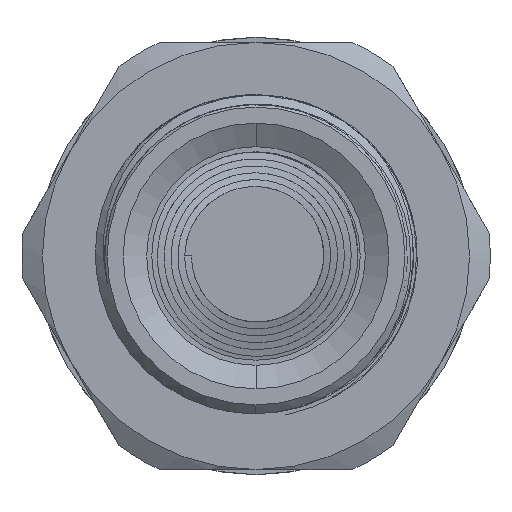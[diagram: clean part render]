
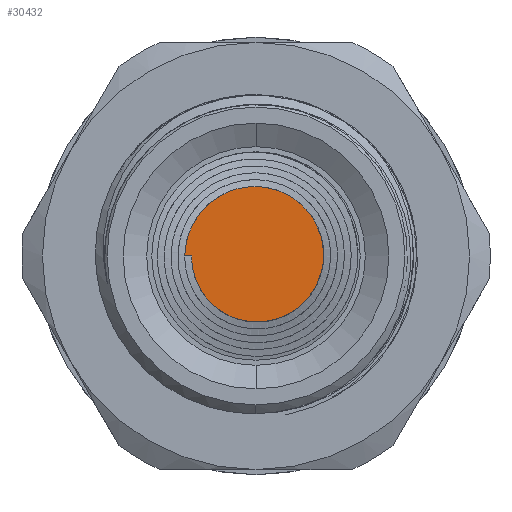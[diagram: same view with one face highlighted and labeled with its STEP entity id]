
A CAD part, front view. The second image highlights one B-rep face of the part: STEP entity #30432.
In plain terms, the highlighted planar face has unit normal (0, -1, 0).
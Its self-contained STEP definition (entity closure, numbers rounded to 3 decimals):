
#476 = PLANE ( 'NONE',  #15205 ) ;
#564 = EDGE_CURVE ( 'NONE', #25111, #15873, #16237, .T. ) ;
#1999 = ORIENTED_EDGE ( 'NONE', *, *, #564, .F. ) ;
#3495 = DIRECTION ( 'NONE',  ( -1., 0., 0. ) ) ;
#4555 = EDGE_CURVE ( 'NONE', #15873, #25111, #18404, .T. ) ;
#5944 = DIRECTION ( 'NONE',  ( 0., 1., 0. ) ) ;
#6032 = DIRECTION ( 'NONE',  ( 0., 1., 0. ) ) ;
#10757 = CARTESIAN_POINT ( 'NONE',  ( -10.1, 88.057, 0. ) ) ;
#15205 = AXIS2_PLACEMENT_3D ( 'NONE', #16272, #22245, #26939 ) ;
#15228 = CARTESIAN_POINT ( 'NONE',  ( 10.1, 88.057, 0. ) ) ;
#15873 = VERTEX_POINT ( 'NONE', #15228 ) ;
#16237 = CIRCLE ( 'NONE', #21293, 10.1 ) ;
#16272 = CARTESIAN_POINT ( 'NONE',  ( 0., 88.057, 0. ) ) ;
#18404 = CIRCLE ( 'NONE', #20690, 10.1 ) ;
#19343 = CARTESIAN_POINT ( 'NONE',  ( 0., 88.057, 0. ) ) ;
#20690 = AXIS2_PLACEMENT_3D ( 'NONE', #19343, #6032, #29655 ) ;
#21293 = AXIS2_PLACEMENT_3D ( 'NONE', #33090, #5944, #3495 ) ;
#22245 = DIRECTION ( 'NONE',  ( 0., 1., 0. ) ) ;
#23621 = EDGE_LOOP ( 'NONE', ( #1999, #27279 ) ) ;
#25111 = VERTEX_POINT ( 'NONE', #10757 ) ;
#26939 = DIRECTION ( 'NONE',  ( 1., 0., 0. ) ) ;
#27279 = ORIENTED_EDGE ( 'NONE', *, *, #4555, .F. ) ;
#29655 = DIRECTION ( 'NONE',  ( -1., 0., 0. ) ) ;
#30432 = ADVANCED_FACE ( 'NONE', ( #32390 ), #476, .F. ) ;
#32390 = FACE_OUTER_BOUND ( 'NONE', #23621, .T. ) ;
#33090 = CARTESIAN_POINT ( 'NONE',  ( 0., 88.057, 0. ) ) ;
